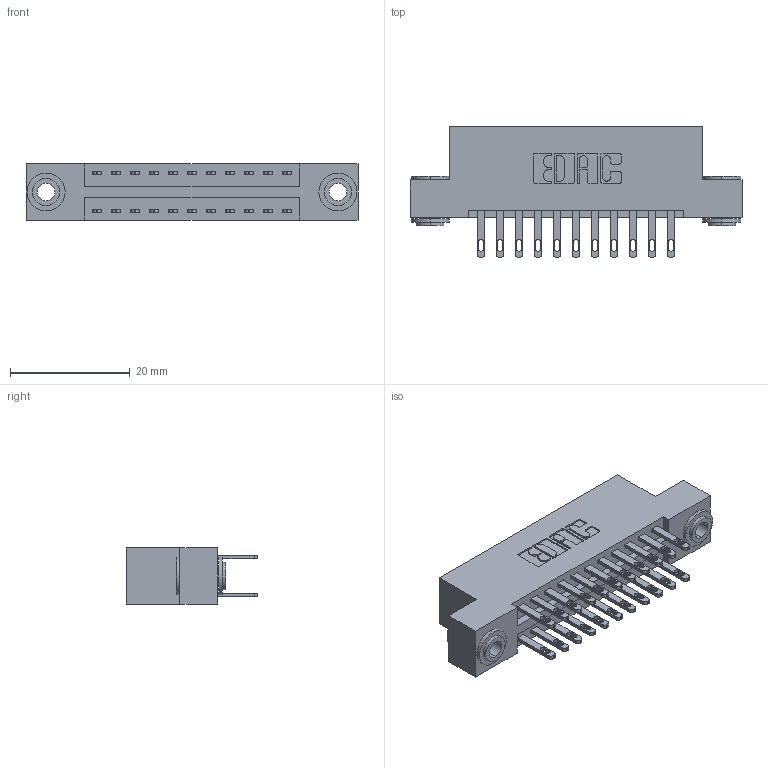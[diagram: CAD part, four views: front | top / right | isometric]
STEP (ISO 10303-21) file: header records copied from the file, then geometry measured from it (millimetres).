
FILE_DESCRIPTION (( 'STEP AP203' ), '1' );
FILE_NAME ('896-022-500-203.STEP', '2021-07-27T16:58:23', ( '' ), ( '' ), 'SwSTEP 2.0', 'SolidWorks 2020', '' );
FILE_SCHEMA (( 'CONFIG_CONTROL_DESIGN' ));
Length unit declared in the file: inch
Products named in the file (4): 846 Part_Flush Mounting Lugs - 0.156 Dia-TH; 896-022-500-203; 345-292-001_345-293-100; 345-250-002_345-250-002-102
Assembly tree (25 placements, depth 2):
  896-022-500-203
    846 Part_Flush Mounting Lugs - 0.156 Dia-TH
    345-292-001_345-293-100  x22
    345-250-002_345-250-002-102  x2
Bounding box: 55.5 x 21.84 x 9.4 mm (x, y, z)
Volume: 5257.7 mm3; surface area: 7184.2 mm2
Topology: 25 solids, 25 shells, 1216 faces, 3639 edges, 2422 vertices
Faces by surface type: plane 724, cylinder 484, cone 8
Entity records: 11932 total; most frequent: CARTESIAN_POINT 1983, ORIENTED_EDGE 1910, DIRECTION 1833, EDGE_CURVE 955, LINE 751, VECTOR 751, VERTEX_POINT 634, AXIS2_PLACEMENT_3D 541
